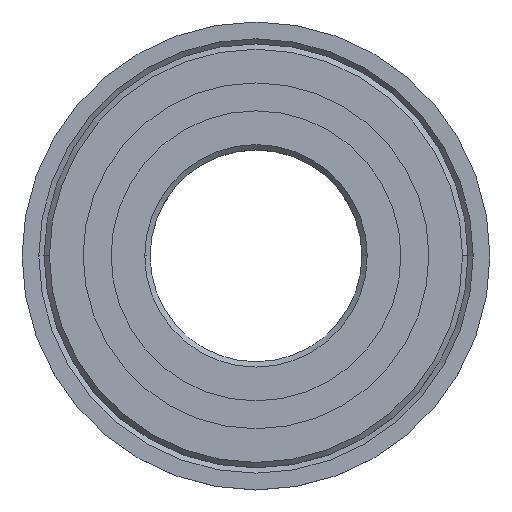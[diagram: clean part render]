
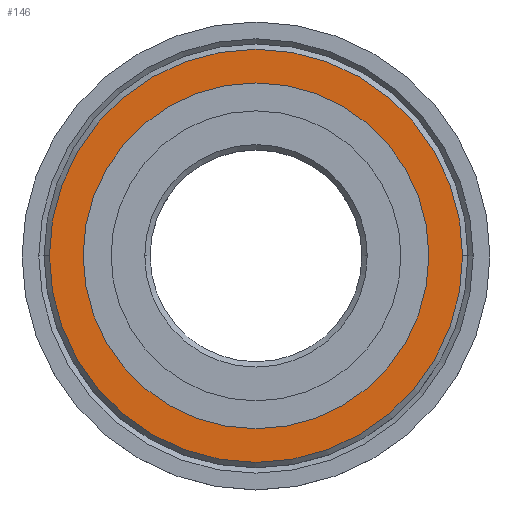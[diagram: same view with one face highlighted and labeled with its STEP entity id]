
A CAD part, top view. The second image highlights one B-rep face of the part: STEP entity #146.
In plain terms, the highlighted planar face has unit normal (0, 0, 1).
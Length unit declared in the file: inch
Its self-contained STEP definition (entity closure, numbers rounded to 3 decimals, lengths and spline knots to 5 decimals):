
#27 = FACE_OUTER_BOUND ( 'NONE', #762, .T. ) ;
#37 = CARTESIAN_POINT ( 'NONE',  ( 0., 0., 0.11811 ) ) ;
#88 = VERTEX_POINT ( 'NONE', #147 ) ;
#102 = EDGE_LOOP ( 'NONE', ( #584, #652 ) ) ;
#146 = ADVANCED_FACE ( 'NONE', ( #27, #180 ), #539, .F. ) ;
#147 = CARTESIAN_POINT ( 'NONE',  ( -0.38548, 0., 0.11811 ) ) ;
#160 = CARTESIAN_POINT ( 'NONE',  ( 0.46063, 0., 0.11811 ) ) ;
#161 = EDGE_CURVE ( 'NONE', #515, #522, #813, .T. ) ;
#180 = FACE_BOUND ( 'NONE', #102, .T. ) ;
#181 = AXIS2_PLACEMENT_3D ( 'NONE', #696, #249, #916 ) ;
#207 = DIRECTION ( 'NONE',  ( 0., 0., -1. ) ) ;
#224 = CARTESIAN_POINT ( 'NONE',  ( 0., 0., 0.11811 ) ) ;
#249 = DIRECTION ( 'NONE',  ( 0., 0., -1. ) ) ;
#308 = EDGE_CURVE ( 'NONE', #522, #515, #600, .T. ) ;
#318 = DIRECTION ( 'NONE',  ( 0., 0., -1. ) ) ;
#365 = AXIS2_PLACEMENT_3D ( 'NONE', #834, #765, #610 ) ;
#384 = AXIS2_PLACEMENT_3D ( 'NONE', #37, #935, #840 ) ;
#401 = DIRECTION ( 'NONE',  ( -1., 0., 0. ) ) ;
#406 = VERTEX_POINT ( 'NONE', #787 ) ;
#455 = CARTESIAN_POINT ( 'NONE',  ( -0.46063, 0., 0.11811 ) ) ;
#478 = CARTESIAN_POINT ( 'NONE',  ( 0., 0.46063, 0.11811 ) ) ;
#506 = CIRCLE ( 'NONE', #384, 0.38548 ) ;
#511 = DIRECTION ( 'NONE',  ( 1., 0., 0. ) ) ;
#515 = VERTEX_POINT ( 'NONE', #455 ) ;
#522 = VERTEX_POINT ( 'NONE', #160 ) ;
#539 = PLANE ( 'NONE',  #874 ) ;
#584 = ORIENTED_EDGE ( 'NONE', *, *, #852, .T. ) ;
#600 = CIRCLE ( 'NONE', #181, 0.46063 ) ;
#610 = DIRECTION ( 'NONE',  ( -1., 0., 0. ) ) ;
#644 = CIRCLE ( 'NONE', #760, 0.38548 ) ;
#652 = ORIENTED_EDGE ( 'NONE', *, *, #729, .T. ) ;
#696 = CARTESIAN_POINT ( 'NONE',  ( 0., 0., 0.11811 ) ) ;
#700 = ORIENTED_EDGE ( 'NONE', *, *, #308, .F. ) ;
#729 = EDGE_CURVE ( 'NONE', #88, #406, #506, .T. ) ;
#760 = AXIS2_PLACEMENT_3D ( 'NONE', #224, #207, #511 ) ;
#762 = EDGE_LOOP ( 'NONE', ( #842, #700 ) ) ;
#765 = DIRECTION ( 'NONE',  ( 0., 0., -1. ) ) ;
#787 = CARTESIAN_POINT ( 'NONE',  ( 0.38548, 0., 0.11811 ) ) ;
#813 = CIRCLE ( 'NONE', #365, 0.46063 ) ;
#834 = CARTESIAN_POINT ( 'NONE',  ( 0., 0., 0.11811 ) ) ;
#840 = DIRECTION ( 'NONE',  ( 1., 0., 0. ) ) ;
#842 = ORIENTED_EDGE ( 'NONE', *, *, #161, .F. ) ;
#852 = EDGE_CURVE ( 'NONE', #406, #88, #644, .T. ) ;
#874 = AXIS2_PLACEMENT_3D ( 'NONE', #478, #318, #401 ) ;
#916 = DIRECTION ( 'NONE',  ( -1., 0., 0. ) ) ;
#935 = DIRECTION ( 'NONE',  ( 0., 0., -1. ) ) ;
